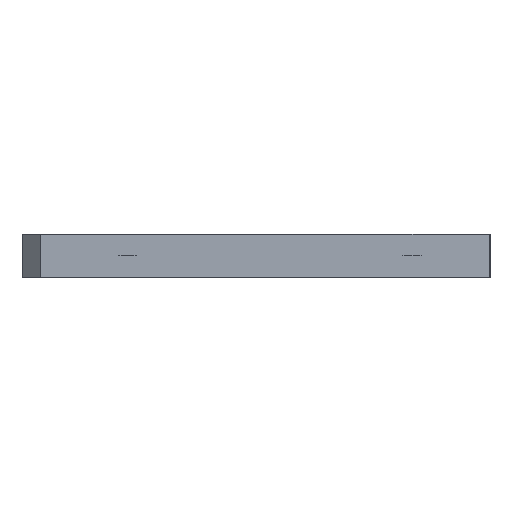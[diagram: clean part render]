
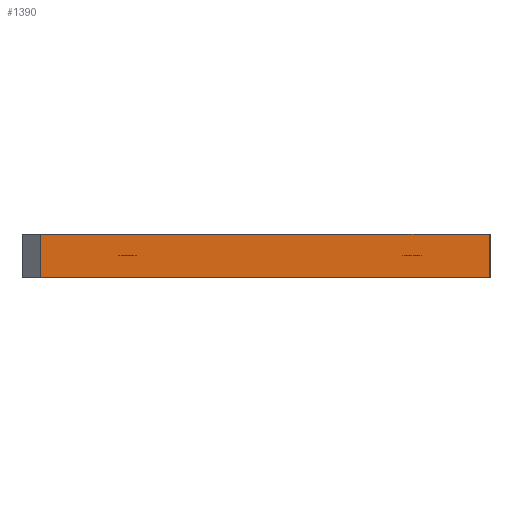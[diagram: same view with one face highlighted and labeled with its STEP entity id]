
A CAD part, left-side view. The second image highlights one B-rep face of the part: STEP entity #1390.
In plain terms, the highlighted planar face has unit normal (-1, 0, 0).
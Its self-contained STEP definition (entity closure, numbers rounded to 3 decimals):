
#160=PLANE('',#1541);
#211=FACE_OUTER_BOUND('',#299,.T.);
#299=EDGE_LOOP('',(#1149,#1150,#1151,#1152,#1153,#1154,#1155,#1156,#1157,
#1158));
#445=LINE('',#2159,#564);
#460=LINE('',#2224,#579);
#461=LINE('',#2225,#580);
#462=LINE('',#2234,#581);
#463=LINE('',#2235,#582);
#467=LINE('',#2254,#586);
#468=LINE('',#2255,#587);
#469=LINE('',#2257,#588);
#498=LINE('',#2338,#617);
#500=LINE('',#2341,#619);
#564=VECTOR('',#1713,98.);
#579=VECTOR('',#1766,10.);
#580=VECTOR('',#1767,10.);
#581=VECTOR('',#1778,10.);
#582=VECTOR('',#1779,10.);
#586=VECTOR('',#1805,10.);
#587=VECTOR('',#1806,10.);
#588=VECTOR('',#1807,10.);
#617=VECTOR('',#1872,10.);
#619=VECTOR('',#1876,10.);
#686=VERTEX_POINT('',#2146);
#690=VERTEX_POINT('',#2157);
#719=VERTEX_POINT('',#2217);
#721=VERTEX_POINT('',#2222);
#722=VERTEX_POINT('',#2227);
#724=VERTEX_POINT('',#2232);
#727=VERTEX_POINT('',#2251);
#729=VERTEX_POINT('',#2256);
#818=EDGE_CURVE('',#690,#686,#445,.T.);
#850=EDGE_CURVE('',#719,#721,#460,.T.);
#851=EDGE_CURVE('',#719,#721,#461,.T.);
#855=EDGE_CURVE('',#722,#724,#462,.T.);
#856=EDGE_CURVE('',#722,#724,#463,.T.);
#866=EDGE_CURVE('',#721,#727,#467,.T.);
#867=EDGE_CURVE('',#724,#721,#468,.T.);
#868=EDGE_CURVE('',#729,#724,#469,.T.);
#910=EDGE_CURVE('',#690,#729,#498,.T.);
#912=EDGE_CURVE('',#686,#727,#500,.T.);
#1149=ORIENTED_EDGE('',*,*,#868,.T.);
#1150=ORIENTED_EDGE('',*,*,#856,.F.);
#1151=ORIENTED_EDGE('',*,*,#855,.T.);
#1152=ORIENTED_EDGE('',*,*,#867,.T.);
#1153=ORIENTED_EDGE('',*,*,#851,.F.);
#1154=ORIENTED_EDGE('',*,*,#850,.T.);
#1155=ORIENTED_EDGE('',*,*,#866,.T.);
#1156=ORIENTED_EDGE('',*,*,#912,.F.);
#1157=ORIENTED_EDGE('',*,*,#818,.F.);
#1158=ORIENTED_EDGE('',*,*,#910,.T.);
#1390=ADVANCED_FACE('',(#211),#160,.T.);
#1541=AXIS2_PLACEMENT_3D('',#2340,#1874,#1875);
#1713=DIRECTION('',(0.,1.,0.));
#1766=DIRECTION('',(0.,0.,1.));
#1767=DIRECTION('',(0.,0.,1.));
#1778=DIRECTION('',(0.,0.,1.));
#1779=DIRECTION('',(0.,0.,1.));
#1805=DIRECTION('',(0.,1.,0.));
#1806=DIRECTION('',(0.,1.,0.));
#1807=DIRECTION('',(0.,1.,0.));
#1872=DIRECTION('',(0.,0.,1.));
#1874=DIRECTION('center_axis',(-1.,0.,0.));
#1875=DIRECTION('ref_axis',(0.,0.,1.));
#1876=DIRECTION('',(0.,0.,1.));
#2146=CARTESIAN_POINT('',(-80.,53.5,0.));
#2157=CARTESIAN_POINT('',(-80.,-44.5,0.));
#2159=CARTESIAN_POINT('',(-80.,-44.5,0.));
#2217=CARTESIAN_POINT('',(-80.,34.5,4.9));
#2222=CARTESIAN_POINT('',(-80.,34.5,9.5));
#2224=CARTESIAN_POINT('',(-80.,34.5,7.2));
#2225=CARTESIAN_POINT('',(-80.,34.5,7.2));
#2227=CARTESIAN_POINT('',(-80.,-27.5,4.9));
#2232=CARTESIAN_POINT('',(-80.,-27.5,9.5));
#2234=CARTESIAN_POINT('',(-80.,-27.5,7.2));
#2235=CARTESIAN_POINT('',(-80.,-27.5,7.2));
#2251=CARTESIAN_POINT('',(-80.,53.5,9.5));
#2254=CARTESIAN_POINT('',(-80.,22.25,9.5));
#2255=CARTESIAN_POINT('',(-80.,22.25,9.5));
#2256=CARTESIAN_POINT('',(-80.,-44.5,9.5));
#2257=CARTESIAN_POINT('',(-80.,22.25,9.5));
#2338=CARTESIAN_POINT('',(-80.,-44.5,0.));
#2340=CARTESIAN_POINT('Origin',(-80.,44.5,0.));
#2341=CARTESIAN_POINT('',(-80.,53.5,0.));
